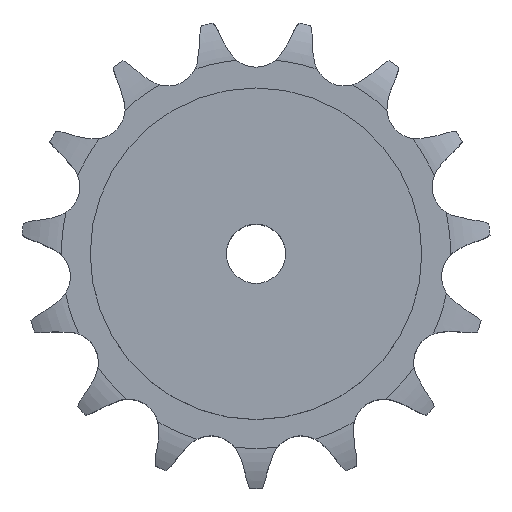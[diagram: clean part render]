
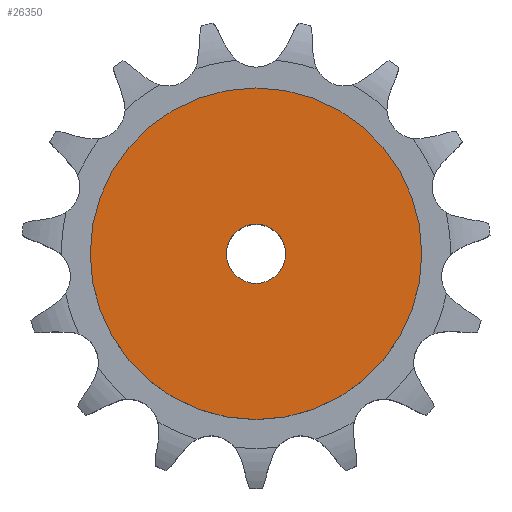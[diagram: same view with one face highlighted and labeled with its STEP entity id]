
A CAD part, top view. The second image highlights one B-rep face of the part: STEP entity #26350.
In plain terms, the highlighted planar face has unit normal (0, 0, 1).
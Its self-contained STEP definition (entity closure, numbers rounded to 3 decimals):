
#14190 = CYLINDRICAL_SURFACE('',#14191,12.5);
#14191 = AXIS2_PLACEMENT_3D('',#14192,#14193,#14194);
#14192 = CARTESIAN_POINT('',(0.,0.,329.079));
#14193 = DIRECTION('',(0.,0.,1.));
#14194 = DIRECTION('',(1.,0.,0.));
#18031 = EDGE_CURVE('',#18032,#18032,#18034,.T.);
#18032 = VERTEX_POINT('',#18033);
#18033 = CARTESIAN_POINT('',(12.5,0.,100.));
#18034 = SURFACE_CURVE('',#18035,(#18040,#18047),.PCURVE_S1.);
#18035 = CIRCLE('',#18036,12.5);
#18036 = AXIS2_PLACEMENT_3D('',#18037,#18038,#18039);
#18037 = CARTESIAN_POINT('',(0.,0.,100.));
#18038 = DIRECTION('',(0.,0.,1.));
#18039 = DIRECTION('',(1.,0.,0.));
#18040 = PCURVE('',#14190,#18041);
#18041 = DEFINITIONAL_REPRESENTATION('',(#18042),#18046);
#18042 = LINE('',#18043,#18044);
#18043 = CARTESIAN_POINT('',(0.,-229.079));
#18044 = VECTOR('',#18045,1.);
#18045 = DIRECTION('',(1.,0.));
#18046 = ( GEOMETRIC_REPRESENTATION_CONTEXT(2) 
PARAMETRIC_REPRESENTATION_CONTEXT() REPRESENTATION_CONTEXT('2D SPACE',''
  ) );
#18047 = PCURVE('',#18048,#18053);
#18048 = PLANE('',#18049);
#18049 = AXIS2_PLACEMENT_3D('',#18050,#18051,#18052);
#18050 = CARTESIAN_POINT('',(0.,0.,100.)
  );
#18051 = DIRECTION('',(0.,0.,1.));
#18052 = DIRECTION('',(1.,0.,0.));
#18053 = DEFINITIONAL_REPRESENTATION('',(#18054),#18058);
#18054 = CIRCLE('',#18055,12.5);
#18055 = AXIS2_PLACEMENT_2D('',#18056,#18057);
#18056 = CARTESIAN_POINT('',(0.,0.));
#18057 = DIRECTION('',(1.,0.));
#18058 = ( GEOMETRIC_REPRESENTATION_CONTEXT(2) 
PARAMETRIC_REPRESENTATION_CONTEXT() REPRESENTATION_CONTEXT('2D SPACE',''
  ) );
#26350 = ADVANCED_FACE('',(#26351,#26382),#18048,.T.);
#26351 = FACE_BOUND('',#26352,.T.);
#26352 = EDGE_LOOP('',(#26353));
#26353 = ORIENTED_EDGE('',*,*,#26354,.T.);
#26354 = EDGE_CURVE('',#26355,#26355,#26357,.T.);
#26355 = VERTEX_POINT('',#26356);
#26356 = CARTESIAN_POINT('',(70.,0.,100.));
#26357 = SURFACE_CURVE('',#26358,(#26363,#26370),.PCURVE_S1.);
#26358 = CIRCLE('',#26359,70.);
#26359 = AXIS2_PLACEMENT_3D('',#26360,#26361,#26362);
#26360 = CARTESIAN_POINT('',(0.,0.,100.));
#26361 = DIRECTION('',(0.,0.,1.));
#26362 = DIRECTION('',(1.,0.,0.));
#26363 = PCURVE('',#18048,#26364);
#26364 = DEFINITIONAL_REPRESENTATION('',(#26365),#26369);
#26365 = CIRCLE('',#26366,70.);
#26366 = AXIS2_PLACEMENT_2D('',#26367,#26368);
#26367 = CARTESIAN_POINT('',(0.,0.));
#26368 = DIRECTION('',(1.,0.));
#26369 = ( GEOMETRIC_REPRESENTATION_CONTEXT(2) 
PARAMETRIC_REPRESENTATION_CONTEXT() REPRESENTATION_CONTEXT('2D SPACE',''
  ) );
#26370 = PCURVE('',#26371,#26376);
#26371 = CYLINDRICAL_SURFACE('',#26372,70.);
#26372 = AXIS2_PLACEMENT_3D('',#26373,#26374,#26375);
#26373 = CARTESIAN_POINT('',(0.,0.,0.));
#26374 = DIRECTION('',(-0.,-0.,-1.));
#26375 = DIRECTION('',(1.,0.,0.));
#26376 = DEFINITIONAL_REPRESENTATION('',(#26377),#26381);
#26377 = LINE('',#26378,#26379);
#26378 = CARTESIAN_POINT('',(-0.,-100.));
#26379 = VECTOR('',#26380,1.);
#26380 = DIRECTION('',(-1.,0.));
#26381 = ( GEOMETRIC_REPRESENTATION_CONTEXT(2) 
PARAMETRIC_REPRESENTATION_CONTEXT() REPRESENTATION_CONTEXT('2D SPACE',''
  ) );
#26382 = FACE_BOUND('',#26383,.T.);
#26383 = EDGE_LOOP('',(#26384));
#26384 = ORIENTED_EDGE('',*,*,#18031,.F.);
